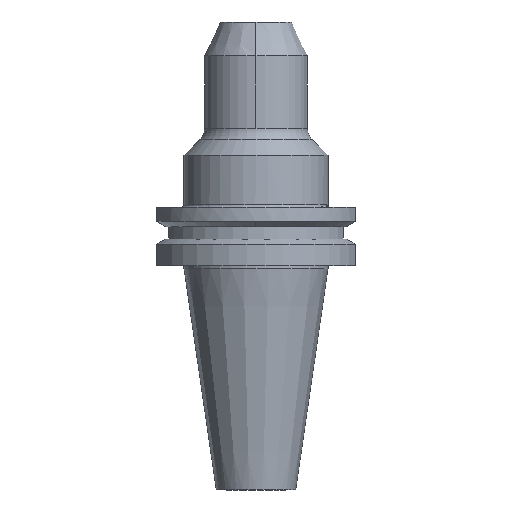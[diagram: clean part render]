
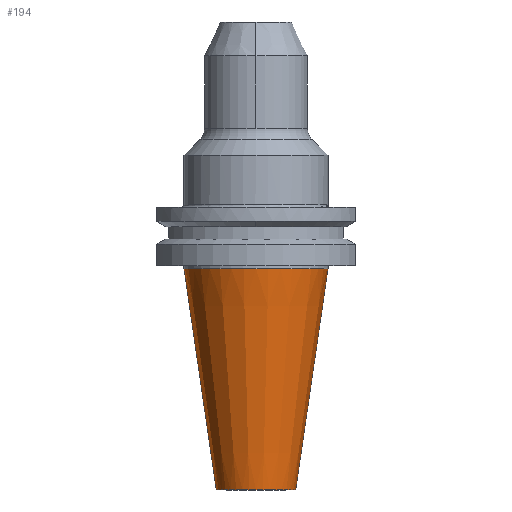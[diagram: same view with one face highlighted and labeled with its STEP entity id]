
A CAD part, front view. The second image highlights one B-rep face of the part: STEP entity #194.
In plain terms, the highlighted conical face has half-angle 8.297 degrees and reference radius 12.272 mm.
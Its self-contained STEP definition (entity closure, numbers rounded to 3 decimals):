
#2 = CARTESIAN_POINT ( 'NONE',  ( 0., 0., 0. ) ) ;
#6 = EDGE_CURVE ( 'NONE', #370, #359, #476, .T. ) ;
#53 = VECTOR ( 'NONE', #1375, 1000. ) ;
#170 = DIRECTION ( 'NONE',  ( 1., 0., 0. ) ) ;
#173 = DIRECTION ( 'NONE',  ( -0.144, 0., 0.99 ) ) ;
#175 = DIRECTION ( 'NONE',  ( 1., 0., 0. ) ) ;
#194 = ADVANCED_FACE ( 'NONE', ( #1537 ), #1862, .T. ) ;
#359 = VERTEX_POINT ( 'NONE', #577 ) ;
#370 = VERTEX_POINT ( 'NONE', #1965 ) ;
#476 = LINE ( 'NONE', #1349, #53 ) ;
#528 = EDGE_CURVE ( 'NONE', #1702, #614, #541, .T. ) ;
#529 = DIRECTION ( 'NONE',  ( 0., 0., -1. ) ) ;
#541 = LINE ( 'NONE', #1600, #630 ) ;
#577 = CARTESIAN_POINT ( 'NONE',  ( 22.225, 0., 0. ) ) ;
#614 = VERTEX_POINT ( 'NONE', #657 ) ;
#621 = CIRCLE ( 'NONE', #1612, 12.272 ) ;
#630 = VECTOR ( 'NONE', #173, 1000. ) ;
#657 = CARTESIAN_POINT ( 'NONE',  ( -22.225, 0., 0. ) ) ;
#662 = DIRECTION ( 'NONE',  ( 0., 0., 1. ) ) ;
#731 = AXIS2_PLACEMENT_3D ( 'NONE', #1272, #662, #175 ) ;
#744 = EDGE_CURVE ( 'NONE', #370, #1702, #621, .T. ) ;
#785 = ORIENTED_EDGE ( 'NONE', *, *, #6, .T. ) ;
#1006 = CARTESIAN_POINT ( 'NONE',  ( 0., 0., -68.249 ) ) ;
#1113 = DIRECTION ( 'NONE',  ( 0., 0., -1. ) ) ;
#1139 = CIRCLE ( 'NONE', #1916, 22.225 ) ;
#1145 = ORIENTED_EDGE ( 'NONE', *, *, #744, .F. ) ;
#1192 = ORIENTED_EDGE ( 'NONE', *, *, #528, .F. ) ;
#1257 = EDGE_CURVE ( 'NONE', #359, #614, #1139, .T. ) ;
#1272 = CARTESIAN_POINT ( 'NONE',  ( 0., 0., -68.249 ) ) ;
#1285 = EDGE_LOOP ( 'NONE', ( #1192, #1145, #785, #1525 ) ) ;
#1349 = CARTESIAN_POINT ( 'NONE',  ( 12.272, 0., -68.249 ) ) ;
#1375 = DIRECTION ( 'NONE',  ( 0.144, 0., 0.99 ) ) ;
#1419 = CARTESIAN_POINT ( 'NONE',  ( -12.272, 0., -68.249 ) ) ;
#1467 = DIRECTION ( 'NONE',  ( 1., 0., 0. ) ) ;
#1525 = ORIENTED_EDGE ( 'NONE', *, *, #1257, .T. ) ;
#1537 = FACE_OUTER_BOUND ( 'NONE', #1285, .T. ) ;
#1600 = CARTESIAN_POINT ( 'NONE',  ( -12.272, 0., -68.249 ) ) ;
#1612 = AXIS2_PLACEMENT_3D ( 'NONE', #1006, #529, #1467 ) ;
#1702 = VERTEX_POINT ( 'NONE', #1419 ) ;
#1862 = CONICAL_SURFACE ( 'NONE', #731, 12.272, 0.145 ) ;
#1916 = AXIS2_PLACEMENT_3D ( 'NONE', #2, #1113, #170 ) ;
#1965 = CARTESIAN_POINT ( 'NONE',  ( 12.272, 0., -68.249 ) ) ;
